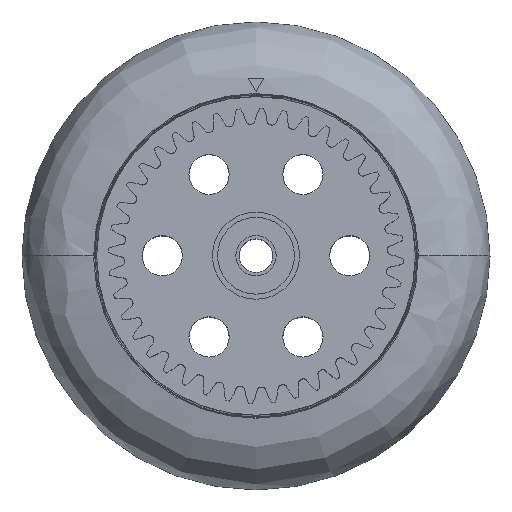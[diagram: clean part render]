
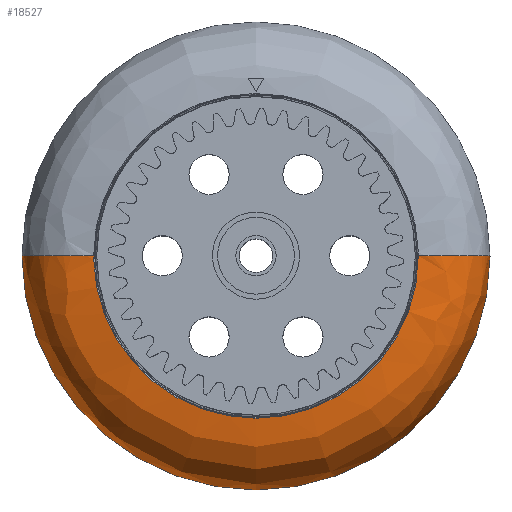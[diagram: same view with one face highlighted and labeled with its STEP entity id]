
A CAD part, top view. The second image highlights one B-rep face of the part: STEP entity #18527.
In plain terms, the highlighted free-form (B-spline) face has degree [3, 3] with [7, 4] control points.
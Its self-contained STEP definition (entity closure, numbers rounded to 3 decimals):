
#2926=B_SPLINE_CURVE_WITH_KNOTS('',3,(#26987,#26988,#26989,#26990,#26991,
#26992,#26993,#26994,#26995,#26996,#26997,#26998,#26999),.UNSPECIFIED.,
 .F.,.F.,(4,3,3,3,4),(0.013,0.25,0.5,0.75,0.986),
 .UNSPECIFIED.);
#2927=B_SPLINE_CURVE_WITH_KNOTS('',3,(#27000,#27001,#27002,#27003,#27004,
#27005,#27006,#27007,#27008,#27009,#27010,#27011,#27012),.UNSPECIFIED.,
 .F.,.F.,(4,3,3,3,4),(0.013,0.25,0.5,0.75,0.986),
 .UNSPECIFIED.);
#3723=(
BOUNDED_SURFACE()
B_SPLINE_SURFACE(3,3,((#26956,#26957,#26958,#26959),(#26960,#26961,#26962,
#26963),(#26964,#26965,#26966,#26967),(#26968,#26969,#26970,#26971),(#26972,
#26973,#26974,#26975),(#26976,#26977,#26978,#26979),(#26980,#26981,#26982,
#26983)),.UNSPECIFIED.,.F.,.F.,.F.)
B_SPLINE_SURFACE_WITH_KNOTS((4,1,1,1,4),(4,4),(0.013,0.25,
0.5,0.75,0.986),(0.,1.),.UNSPECIFIED.)
GEOMETRIC_REPRESENTATION_ITEM()
RATIONAL_B_SPLINE_SURFACE(((1.,0.333,0.333,1.),
(1.,0.333,0.333,1.),(1.,0.333,0.333,
1.),(1.,0.333,0.333,1.),(1.,0.333,0.333,
1.),(1.,0.333,0.333,1.),(1.,0.333,0.333,
1.)))
REPRESENTATION_ITEM('')
SURFACE()
);
#3903=FACE_OUTER_BOUND('',#5021,.T.);
#5021=EDGE_LOOP('',(#12408,#12409,#12410,#12411,#12412,#12413));
#6169=CIRCLE('',#19685,24.225);
#6170=CIRCLE('',#19686,24.226);
#6174=CIRCLE('',#19690,24.226);
#6176=CIRCLE('',#19692,34.925);
#7408=VERTEX_POINT('',#26942);
#7409=VERTEX_POINT('',#26944);
#7410=VERTEX_POINT('',#26946);
#7413=VERTEX_POINT('',#26953);
#7414=VERTEX_POINT('',#26984);
#7415=VERTEX_POINT('',#26985);
#9354=EDGE_CURVE('',#7408,#7409,#6169,.T.);
#9355=EDGE_CURVE('',#7409,#7410,#6170,.T.);
#9359=EDGE_CURVE('',#7410,#7413,#6174,.T.);
#9361=EDGE_CURVE('',#7414,#7415,#6176,.T.);
#9362=EDGE_CURVE('',#7414,#7413,#2926,.T.);
#9363=EDGE_CURVE('',#7415,#7408,#2927,.T.);
#12408=ORIENTED_EDGE('',*,*,#9361,.F.);
#12409=ORIENTED_EDGE('',*,*,#9362,.T.);
#12410=ORIENTED_EDGE('',*,*,#9359,.F.);
#12411=ORIENTED_EDGE('',*,*,#9355,.F.);
#12412=ORIENTED_EDGE('',*,*,#9354,.F.);
#12413=ORIENTED_EDGE('',*,*,#9363,.F.);
#18527=ADVANCED_FACE('',(#3903),#3723,.F.);
#19685=AXIS2_PLACEMENT_3D('',#26945,#21795,#21796);
#19686=AXIS2_PLACEMENT_3D('',#26947,#21797,#21798);
#19690=AXIS2_PLACEMENT_3D('',#26954,#21805,#21806);
#19692=AXIS2_PLACEMENT_3D('',#26986,#21809,#21810);
#21795=DIRECTION('center_axis',(-0.023,1.,0.));
#21796=DIRECTION('ref_axis',(-0.999,-0.023,0.024));
#21797=DIRECTION('center_axis',(0.,1.,0.));
#21798=DIRECTION('ref_axis',(1.,0.,0.));
#21805=DIRECTION('center_axis',(0.,1.,0.));
#21806=DIRECTION('ref_axis',(1.,0.,0.));
#21809=DIRECTION('center_axis',(0.,-1.,0.));
#21810=DIRECTION('ref_axis',(-1.,0.,0.));
#26942=CARTESIAN_POINT('',(-24.226,9.699,0.));
#26944=CARTESIAN_POINT('',(-24.219,9.699,0.581));
#26945=CARTESIAN_POINT('Origin',(-0.008,10.251,
0.));
#26946=CARTESIAN_POINT('',(0.,9.699,24.226));
#26947=CARTESIAN_POINT('Origin',(0.,9.699,0.));
#26953=CARTESIAN_POINT('',(24.226,9.699,0.));
#26954=CARTESIAN_POINT('Origin',(0.,9.699,0.));
#26956=CARTESIAN_POINT('Ctrl Pts',(-34.925,0.,
0.));
#26957=CARTESIAN_POINT('Ctrl Pts',(-34.925,0.,
69.851));
#26958=CARTESIAN_POINT('Ctrl Pts',(34.925,0.,
69.851));
#26959=CARTESIAN_POINT('Ctrl Pts',(34.925,0.,
0.));
#26960=CARTESIAN_POINT('Ctrl Pts',(-34.928,1.657,0.));
#26961=CARTESIAN_POINT('Ctrl Pts',(-34.928,1.657,69.856));
#26962=CARTESIAN_POINT('Ctrl Pts',(34.928,1.657,69.856));
#26963=CARTESIAN_POINT('Ctrl Pts',(34.928,1.657,0.));
#26964=CARTESIAN_POINT('Ctrl Pts',(-34.249,4.378,0.));
#26965=CARTESIAN_POINT('Ctrl Pts',(-34.249,4.378,68.497));
#26966=CARTESIAN_POINT('Ctrl Pts',(34.249,4.378,68.497));
#26967=CARTESIAN_POINT('Ctrl Pts',(34.249,4.378,0.));
#26968=CARTESIAN_POINT('Ctrl Pts',(-32.022,7.298,0.));
#26969=CARTESIAN_POINT('Ctrl Pts',(-32.022,7.298,64.043));
#26970=CARTESIAN_POINT('Ctrl Pts',(32.022,7.298,64.043));
#26971=CARTESIAN_POINT('Ctrl Pts',(32.022,7.298,0.));
#26972=CARTESIAN_POINT('Ctrl Pts',(-28.741,9.163,0.));
#26973=CARTESIAN_POINT('Ctrl Pts',(-28.741,9.163,57.481));
#26974=CARTESIAN_POINT('Ctrl Pts',(28.741,9.163,57.481));
#26975=CARTESIAN_POINT('Ctrl Pts',(28.741,9.163,0.));
#26976=CARTESIAN_POINT('Ctrl Pts',(-25.864,9.685,0.));
#26977=CARTESIAN_POINT('Ctrl Pts',(-25.864,9.685,51.728));
#26978=CARTESIAN_POINT('Ctrl Pts',(25.864,9.685,51.728));
#26979=CARTESIAN_POINT('Ctrl Pts',(25.864,9.685,0.));
#26980=CARTESIAN_POINT('Ctrl Pts',(-24.226,9.699,0.));
#26981=CARTESIAN_POINT('Ctrl Pts',(-24.226,9.699,48.453));
#26982=CARTESIAN_POINT('Ctrl Pts',(24.226,9.699,48.453));
#26983=CARTESIAN_POINT('Ctrl Pts',(24.226,9.699,0.));
#26984=CARTESIAN_POINT('',(34.925,0.,0.));
#26985=CARTESIAN_POINT('',(-34.925,0.,0.));
#26986=CARTESIAN_POINT('Origin',(0.,0.,
0.));
#26987=CARTESIAN_POINT('Ctrl Pts',(34.925,0.,
0.));
#26988=CARTESIAN_POINT('Ctrl Pts',(34.928,1.657,0.));
#26989=CARTESIAN_POINT('Ctrl Pts',(34.598,2.98,0.));
#26990=CARTESIAN_POINT('Ctrl Pts',(34.08,4.117,0.));
#26991=CARTESIAN_POINT('Ctrl Pts',(33.533,5.316,0.));
#26992=CARTESIAN_POINT('Ctrl Pts',(32.777,6.307,0.));
#26993=CARTESIAN_POINT('Ctrl Pts',(31.843,7.119,0.));
#26994=CARTESIAN_POINT('Ctrl Pts',(30.908,7.931,0.));
#26995=CARTESIAN_POINT('Ctrl Pts',(29.794,8.564,0.));
#26996=CARTESIAN_POINT('Ctrl Pts',(28.493,9.01,0.));
#26997=CARTESIAN_POINT('Ctrl Pts',(27.262,9.431,0.));
#26998=CARTESIAN_POINT('Ctrl Pts',(25.864,9.685,0.));
#26999=CARTESIAN_POINT('Ctrl Pts',(24.226,9.699,0.));
#27000=CARTESIAN_POINT('Ctrl Pts',(-34.925,0.,
0.));
#27001=CARTESIAN_POINT('Ctrl Pts',(-34.928,1.657,0.));
#27002=CARTESIAN_POINT('Ctrl Pts',(-34.598,2.98,0.));
#27003=CARTESIAN_POINT('Ctrl Pts',(-34.08,4.117,0.));
#27004=CARTESIAN_POINT('Ctrl Pts',(-33.533,5.316,0.));
#27005=CARTESIAN_POINT('Ctrl Pts',(-32.777,6.307,0.));
#27006=CARTESIAN_POINT('Ctrl Pts',(-31.843,7.119,0.));
#27007=CARTESIAN_POINT('Ctrl Pts',(-30.908,7.931,0.));
#27008=CARTESIAN_POINT('Ctrl Pts',(-29.794,8.564,0.));
#27009=CARTESIAN_POINT('Ctrl Pts',(-28.493,9.01,0.));
#27010=CARTESIAN_POINT('Ctrl Pts',(-27.262,9.431,0.));
#27011=CARTESIAN_POINT('Ctrl Pts',(-25.864,9.685,0.));
#27012=CARTESIAN_POINT('Ctrl Pts',(-24.226,9.699,0.));
